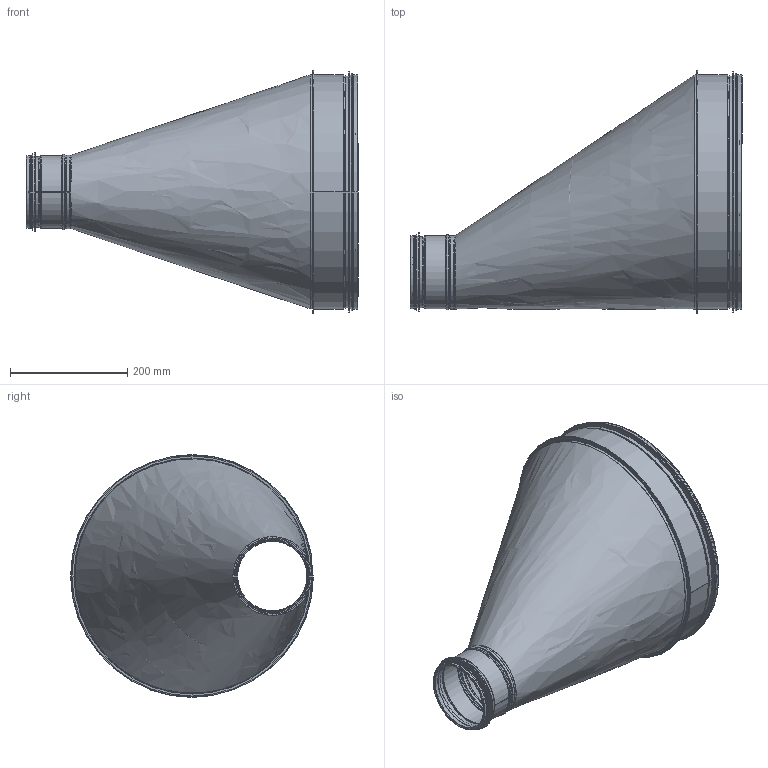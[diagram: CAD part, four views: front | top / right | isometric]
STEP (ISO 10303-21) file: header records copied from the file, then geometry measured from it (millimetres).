
FILE_DESCRIPTION(/* description */ ('Stos Med Fals Rörämne'),/* implementation_level */ '2;1');
FILE_NAME(/* name */ 'HFB-400-02.stp',/* time_stamp */ '2016-05-11T14:33:16+02:00',/* author */ ('John'),/* organization */ (''),/* preprocessor_version */ 'ST-DEVELOPER v15.6',/* originating_system */ 'Autodesk Inventor 2015',/* authorisation */ '');
FILE_SCHEMA (('AUTOMOTIVE_DESIGN { 1 0 10303 214 3 1 1 }'));
Length unit declared in the file: millimetre
Products named in the file (8): StosMedFalsRörämne-400; 999009; StosMedFals-400; HFB-BB-14; HFB-CB-04; 999004; HFB-CA-04; HFB-400-02
Bounding box: 565.2 x 413.26 x 413.26 mm (x, y, z)
Volume: 361159.7 mm3; surface area: 1146745.1 mm2
Topology: 6 solids, 6 shells, 167 faces, 325 edges, 175 vertices
Faces by surface type: plane 77, torus 38, cylinder 32, cone 16, bspline 4
Full cylindrical faces by diameter (mm): 117.85 x1, 119.05 x1, 120.45 x1, 122.85 x3, 123.05 x3, 124.05 x4, 125.25 x1, 129.45 x1, 134.45 x1, 393 x1, 394 x1, 395.2 x1, 397.6 x1, 397.8 x5, 398.8 x3, 401.8 x1, 404.2 x1, 408.8 x1, 409.2 x1
Entity records: 4663 total; most frequent: CARTESIAN_POINT 983, DIRECTION 801, ORIENTED_EDGE 590, AXIS2_PLACEMENT_3D 340, EDGE_CURVE 291, EDGE_LOOP 213, VERTEX_POINT 174, STYLED_ITEM 172
